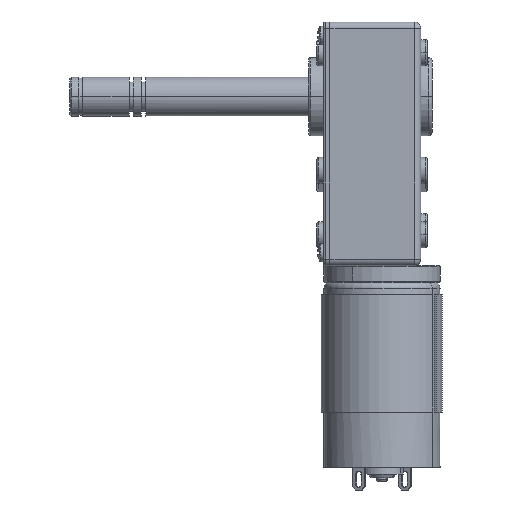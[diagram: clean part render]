
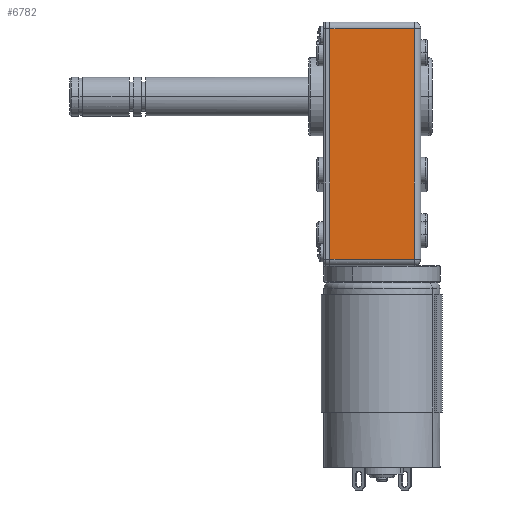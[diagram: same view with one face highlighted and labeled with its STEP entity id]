
A CAD part, left-side view. The second image highlights one B-rep face of the part: STEP entity #6782.
In plain terms, the highlighted planar face has unit normal (-1, 0, 0).
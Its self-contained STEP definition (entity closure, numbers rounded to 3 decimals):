
#1198=DIRECTION('',(0.,0.,1.));
#1199=VECTOR('',#1198,71.);
#1200=CARTESIAN_POINT('',(-25.,27.9,-35.5));
#1201=LINE('',#1200,#1199);
#2350=DIRECTION('',(0.,1.,0.));
#2351=VECTOR('',#2350,25.9);
#2352=CARTESIAN_POINT('',(-25.,2.,35.5));
#2353=LINE('',#2352,#2351);
#2354=DIRECTION('',(0.,0.,-1.));
#2355=VECTOR('',#2354,71.);
#2356=CARTESIAN_POINT('',(-25.,2.,35.5));
#2357=LINE('',#2356,#2355);
#2358=DIRECTION('',(0.,1.,0.));
#2359=VECTOR('',#2358,25.9);
#2360=CARTESIAN_POINT('',(-25.,2.,-35.5));
#2361=LINE('',#2360,#2359);
#2795=CARTESIAN_POINT('',(-25.,27.9,-35.5));
#2796=CARTESIAN_POINT('',(-25.,27.9,35.5));
#2797=VERTEX_POINT('',#2795);
#2798=VERTEX_POINT('',#2796);
#3180=CARTESIAN_POINT('',(-25.,2.,35.5));
#3182=VERTEX_POINT('',#3180);
#3183=CARTESIAN_POINT('',(-25.,2.,-35.5));
#3184=VERTEX_POINT('',#3183);
#6771=CARTESIAN_POINT('',(-25.,0.,-35.5));
#6772=DIRECTION('',(-1.,0.,0.));
#6773=DIRECTION('',(0.,0.,1.));
#6774=AXIS2_PLACEMENT_3D('',#6771,#6772,#6773);
#6775=PLANE('',#6774);
#6776=ORIENTED_EDGE('',*,*,#4485,.T.);
#6777=ORIENTED_EDGE('',*,*,#4515,.T.);
#6778=ORIENTED_EDGE('',*,*,#5108,.T.);
#6779=ORIENTED_EDGE('',*,*,#6764,.F.);
#6780=EDGE_LOOP('',(#6776,#6777,#6778,#6779));
#6781=FACE_OUTER_BOUND('',#6780,.F.);
#4485=EDGE_CURVE('',#3182,#3184,#2357,.T.);
#4515=EDGE_CURVE('',#3184,#2797,#2361,.T.);
#5108=EDGE_CURVE('',#2797,#2798,#1201,.T.);
#6764=EDGE_CURVE('',#3182,#2798,#2353,.T.);
#6782=ADVANCED_FACE('',(#6781),#6775,.T.);
